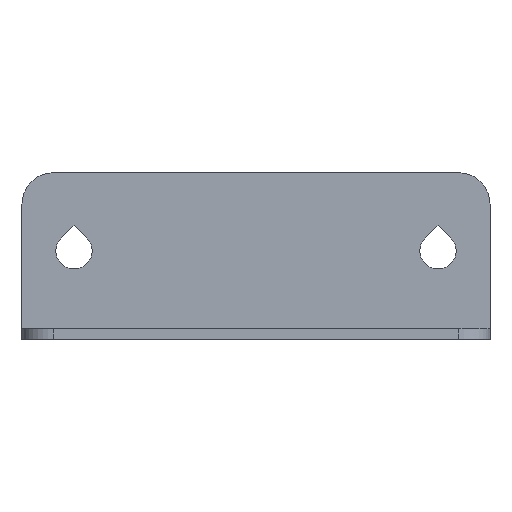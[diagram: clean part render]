
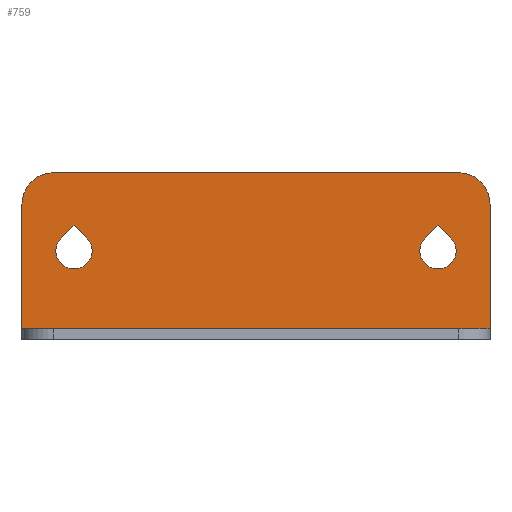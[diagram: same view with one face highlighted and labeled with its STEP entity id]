
A CAD part, front view. The second image highlights one B-rep face of the part: STEP entity #759.
In plain terms, the highlighted planar face has unit normal (0, -1, 0).
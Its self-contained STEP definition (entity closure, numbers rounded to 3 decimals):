
#19=FACE_BOUND('',#108,.T.);
#20=FACE_BOUND('',#109,.T.);
#32=PLANE('',#829);
#65=FACE_OUTER_BOUND('',#107,.T.);
#107=EDGE_LOOP('',(#586,#587,#588,#589,#590,#591));
#108=EDGE_LOOP('',(#592,#593,#594));
#109=EDGE_LOOP('',(#595,#596,#597));
#178=LINE('',#1196,#262);
#179=LINE('',#1200,#263);
#180=LINE('',#1202,#264);
#181=LINE('',#1203,#265);
#182=LINE('',#1206,#266);
#183=LINE('',#1209,#267);
#184=LINE('',#1212,#268);
#185=LINE('',#1215,#269);
#262=VECTOR('',#964,10.);
#263=VECTOR('',#967,10.);
#264=VECTOR('',#968,10.);
#265=VECTOR('',#969,10.);
#266=VECTOR('',#970,10.);
#267=VECTOR('',#973,10.);
#268=VECTOR('',#974,10.);
#269=VECTOR('',#977,10.);
#322=CIRCLE('',#828,3.);
#323=CIRCLE('',#830,3.);
#324=CIRCLE('',#831,1.75);
#325=CIRCLE('',#832,1.75);
#374=VERTEX_POINT('',#1189);
#375=VERTEX_POINT('',#1191);
#376=VERTEX_POINT('',#1195);
#377=VERTEX_POINT('',#1197);
#378=VERTEX_POINT('',#1199);
#379=VERTEX_POINT('',#1201);
#380=VERTEX_POINT('',#1204);
#381=VERTEX_POINT('',#1205);
#382=VERTEX_POINT('',#1207);
#383=VERTEX_POINT('',#1210);
#384=VERTEX_POINT('',#1211);
#385=VERTEX_POINT('',#1213);
#456=EDGE_CURVE('',#374,#375,#322,.T.);
#458=EDGE_CURVE('',#376,#374,#178,.T.);
#459=EDGE_CURVE('',#377,#376,#323,.T.);
#460=EDGE_CURVE('',#377,#378,#179,.T.);
#461=EDGE_CURVE('',#378,#379,#180,.T.);
#462=EDGE_CURVE('',#379,#375,#181,.T.);
#463=EDGE_CURVE('',#380,#381,#182,.T.);
#464=EDGE_CURVE('',#381,#382,#324,.T.);
#465=EDGE_CURVE('',#382,#380,#183,.T.);
#466=EDGE_CURVE('',#383,#384,#184,.T.);
#467=EDGE_CURVE('',#384,#385,#325,.T.);
#468=EDGE_CURVE('',#385,#383,#185,.T.);
#586=ORIENTED_EDGE('',*,*,#456,.F.);
#587=ORIENTED_EDGE('',*,*,#458,.F.);
#588=ORIENTED_EDGE('',*,*,#459,.F.);
#589=ORIENTED_EDGE('',*,*,#460,.T.);
#590=ORIENTED_EDGE('',*,*,#461,.T.);
#591=ORIENTED_EDGE('',*,*,#462,.T.);
#592=ORIENTED_EDGE('',*,*,#463,.T.);
#593=ORIENTED_EDGE('',*,*,#464,.T.);
#594=ORIENTED_EDGE('',*,*,#465,.T.);
#595=ORIENTED_EDGE('',*,*,#466,.T.);
#596=ORIENTED_EDGE('',*,*,#467,.T.);
#597=ORIENTED_EDGE('',*,*,#468,.T.);
#759=ADVANCED_FACE('',(#65,#19,#20),#32,.T.);
#828=AXIS2_PLACEMENT_3D('',#1192,#959,#960);
#829=AXIS2_PLACEMENT_3D('',#1194,#962,#963);
#830=AXIS2_PLACEMENT_3D('',#1198,#965,#966);
#831=AXIS2_PLACEMENT_3D('',#1208,#971,#972);
#832=AXIS2_PLACEMENT_3D('',#1214,#975,#976);
#959=DIRECTION('center_axis',(0.,1.,0.));
#960=DIRECTION('ref_axis',(0.707,0.,0.707));
#962=DIRECTION('center_axis',(0.,-1.,0.));
#963=DIRECTION('ref_axis',(1.,0.,0.));
#964=DIRECTION('',(1.,0.,0.));
#965=DIRECTION('center_axis',(0.,1.,0.));
#966=DIRECTION('ref_axis',(-0.707,0.,0.707));
#967=DIRECTION('',(0.,0.,-1.));
#968=DIRECTION('',(1.,0.,0.));
#969=DIRECTION('',(0.,0.,1.));
#970=DIRECTION('',(0.707,0.,-0.707));
#971=DIRECTION('center_axis',(0.,1.,0.));
#972=DIRECTION('ref_axis',(1.,0.,0.));
#973=DIRECTION('',(0.707,0.,0.707));
#974=DIRECTION('',(0.707,0.,-0.707));
#975=DIRECTION('center_axis',(0.,1.,0.));
#976=DIRECTION('ref_axis',(1.,0.,0.));
#977=DIRECTION('',(0.707,0.,0.707));
#1189=CARTESIAN_POINT('',(42.,15.,15.));
#1191=CARTESIAN_POINT('',(45.,15.,12.));
#1192=CARTESIAN_POINT('Origin',(42.,15.,12.));
#1194=CARTESIAN_POINT('Origin',(0.,15.,0.));
#1195=CARTESIAN_POINT('',(3.,15.,15.));
#1196=CARTESIAN_POINT('',(0.,15.,15.));
#1197=CARTESIAN_POINT('',(0.,15.,12.));
#1198=CARTESIAN_POINT('Origin',(3.,15.,12.));
#1199=CARTESIAN_POINT('',(0.,15.,0.));
#1200=CARTESIAN_POINT('',(0.,15.,0.));
#1201=CARTESIAN_POINT('',(45.,15.,0.));
#1202=CARTESIAN_POINT('',(11.25,15.,0.));
#1203=CARTESIAN_POINT('',(45.,15.,0.));
#1204=CARTESIAN_POINT('',(40.,15.,9.975));
#1205=CARTESIAN_POINT('',(41.237,15.,8.737));
#1206=CARTESIAN_POINT('',(32.494,15.,17.481));
#1207=CARTESIAN_POINT('',(38.763,15.,8.737));
#1208=CARTESIAN_POINT('Origin',(40.,15.,7.5));
#1209=CARTESIAN_POINT('',(26.888,15.,-3.138));
#1210=CARTESIAN_POINT('',(5.,15.,9.975));
#1211=CARTESIAN_POINT('',(6.237,15.,8.737));
#1212=CARTESIAN_POINT('',(6.244,15.,8.731));
#1213=CARTESIAN_POINT('',(3.763,15.,8.737));
#1214=CARTESIAN_POINT('Origin',(5.,15.,7.5));
#1215=CARTESIAN_POINT('',(0.638,15.,5.612));
